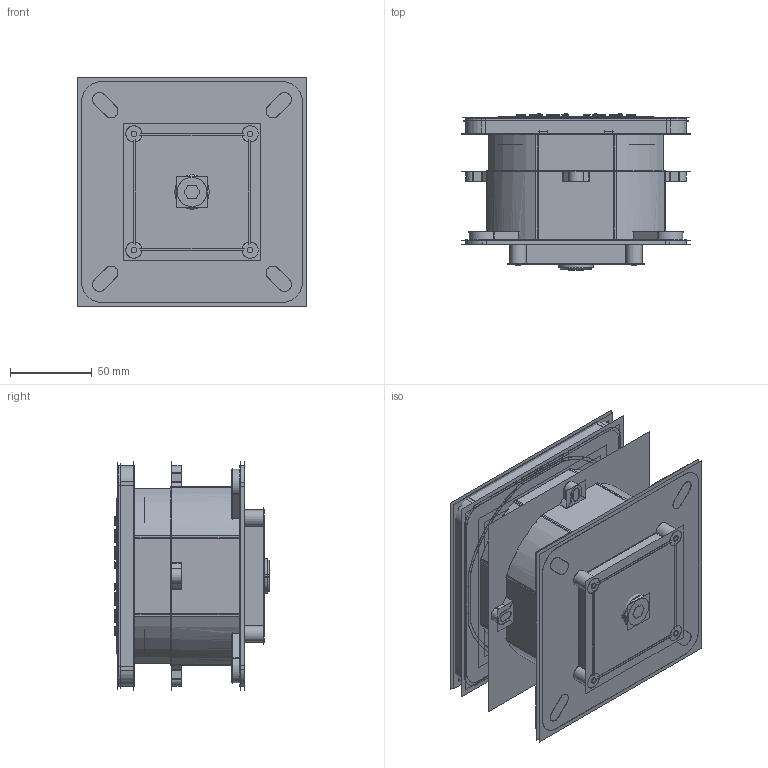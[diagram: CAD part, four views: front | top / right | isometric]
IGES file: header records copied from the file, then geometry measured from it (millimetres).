
Start section:  PTC IGES file: ffass054-000500bc0_asm.igs
Global section: file name: ffass054-000500bc0_asm.igs; native system: Creo Parametric by PTC Inc.; preprocessor: 2014440; author: 10114277; organization: Unknown; date: 20170418.182122; units: millimetre
Bounding box: 140.4 x 95.34 x 140.4 mm (x, y, z)
Volume: 820804.5 mm3; surface area: 4281581.9 mm2
Topology: 5 solids, 5 shells, 930 faces, 6396 edges, 9300 vertices
Faces by surface type: revolution 588, bspline 342
